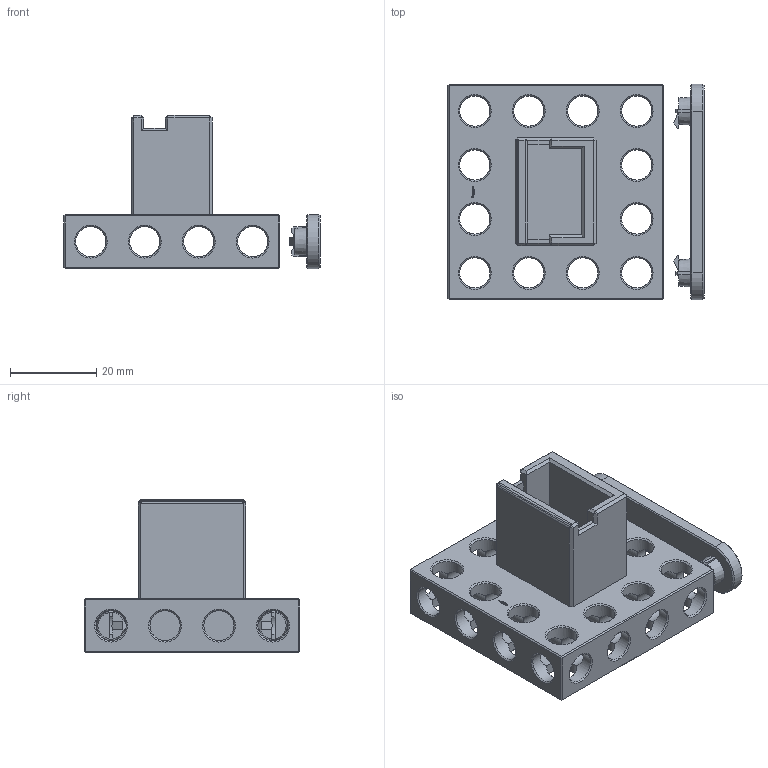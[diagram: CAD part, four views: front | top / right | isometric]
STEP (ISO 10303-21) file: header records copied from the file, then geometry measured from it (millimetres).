
FILE_DESCRIPTION(('FreeCAD Model'),'2;1');
FILE_NAME('Open CASCADE Shape Model','2024-10-31T15:31:24',(''),(''), 'Open CASCADE STEP processor 7.6','FreeCAD','Unknown');
FILE_SCHEMA(('AUTOMOTIVE_DESIGN { 1 0 10303 214 1 1 1 1 }'));
Length unit declared in the file: millimetre
Products named in the file (1): Tool Stand [for SPN-TOL-0035] - SPN-TOL-0044 (stemfie.org)
Bounding box: 59.38 x 50 x 35.5 mm (x, y, z)
Volume: 23447 mm3; surface area: 17370 mm2
Topology: 2 solids, 2 shells, 929 faces, 2713 edges, 1784 vertices
Faces by surface type: plane 509, extrusion 296, cylinder 72, cone 48, bspline 4
Full cylindrical faces by diameter (mm): 7 x64
Entity records: 31792 total; most frequent: CARTESIAN_POINT 7854, ORIENTED_EDGE 5426, DIRECTION 4071, EDGE_CURVE 2713, VECTOR 1983, VERTEX_POINT 1784, LINE 1687, AXIS2_PLACEMENT_3D 1044
